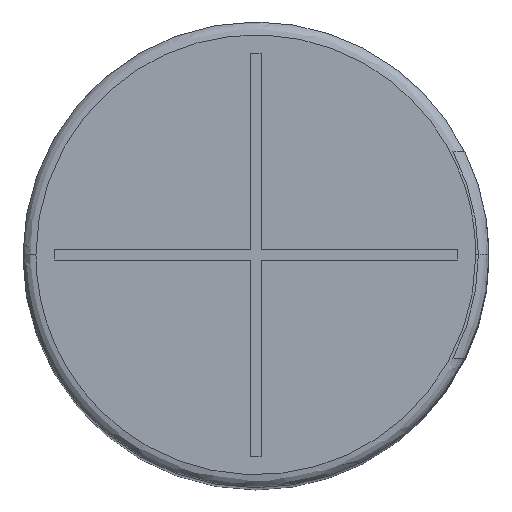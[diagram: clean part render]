
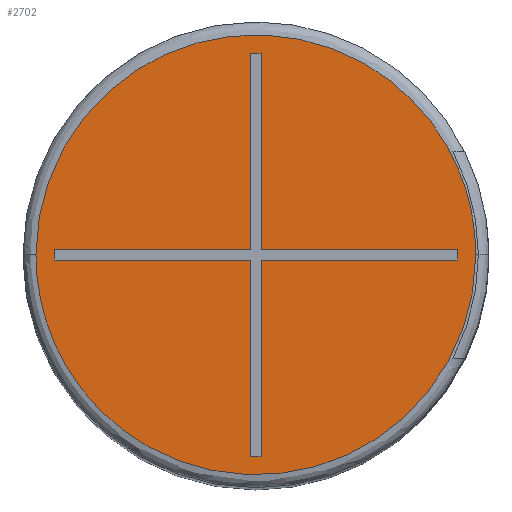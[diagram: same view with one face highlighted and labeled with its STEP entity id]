
A CAD part, top view. The second image highlights one B-rep face of the part: STEP entity #2702.
In plain terms, the highlighted planar face has unit normal (0, 0, 1).
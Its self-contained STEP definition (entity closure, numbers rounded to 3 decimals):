
#4 = PLANE ( 'NONE',  #3226 ) ;
#17 = CARTESIAN_POINT ( 'NONE',  ( 8.5, 0., 51.5 ) ) ;
#47 = CARTESIAN_POINT ( 'NONE',  ( -7.8, -0.2, 51.5 ) ) ;
#96 = ORIENTED_EDGE ( 'NONE', *, *, #286, .F. ) ;
#111 = CARTESIAN_POINT ( 'NONE',  ( 0.2, 7.8, 51.5 ) ) ;
#162 = ORIENTED_EDGE ( 'NONE', *, *, #1715, .F. ) ;
#164 = ORIENTED_EDGE ( 'NONE', *, *, #3063, .F. ) ;
#171 = CARTESIAN_POINT ( 'NONE',  ( 7.8, 0.2, 51.5 ) ) ;
#214 = EDGE_CURVE ( 'NONE', #423, #2117, #3747, .T. ) ;
#219 = CARTESIAN_POINT ( 'NONE',  ( 0.2, 0., 51.5 ) ) ;
#286 = EDGE_CURVE ( 'NONE', #304, #556, #4167, .T. ) ;
#304 = VERTEX_POINT ( 'NONE', #526 ) ;
#381 = CARTESIAN_POINT ( 'NONE',  ( 8.5, 0., 51.5 ) ) ;
#417 = CARTESIAN_POINT ( 'NONE',  ( -0.2, 0., 51.5 ) ) ;
#423 = VERTEX_POINT ( 'NONE', #1093 ) ;
#437 = EDGE_CURVE ( 'NONE', #4022, #884, #3798, .T. ) ;
#488 = DIRECTION ( 'NONE',  ( 0., 1., 0. ) ) ;
#506 = EDGE_CURVE ( 'NONE', #556, #3456, #4073, .T. ) ;
#514 = DIRECTION ( 'NONE',  ( -1., 0., 0. ) ) ;
#519 = VECTOR ( 'NONE', #696, 1000. ) ;
#521 = VECTOR ( 'NONE', #2143, 1000. ) ;
#526 = CARTESIAN_POINT ( 'NONE',  ( 0.2, -7.8, 51.5 ) ) ;
#533 = VECTOR ( 'NONE', #1235, 1000. ) ;
#556 = VERTEX_POINT ( 'NONE', #3786 ) ;
#574 = LINE ( 'NONE', #3610, #4241 ) ;
#583 = EDGE_CURVE ( 'NONE', #1220, #1555, #2827, .T. ) ;
#590 = VERTEX_POINT ( 'NONE', #774 ) ;
#601 = VERTEX_POINT ( 'NONE', #1813 ) ;
#616 = VECTOR ( 'NONE', #4183, 1000. ) ;
#696 = DIRECTION ( 'NONE',  ( 1., 0., 0. ) ) ;
#710 = CARTESIAN_POINT ( 'NONE',  ( 8.5, -17., 51.5 ) ) ;
#711 = LINE ( 'NONE', #3330, #2254 ) ;
#774 = CARTESIAN_POINT ( 'NONE',  ( -0.2, 7.8, 51.5 ) ) ;
#884 = VERTEX_POINT ( 'NONE', #4059 ) ;
#906 =( BOUNDED_CURVE ( )  B_SPLINE_CURVE ( 3, ( #3250, #2834, #3116, #2468 ),
 .UNSPECIFIED., .F., .T. ) 
 B_SPLINE_CURVE_WITH_KNOTS ( ( 4, 4 ),
 ( 0.5, 1. ),
 .UNSPECIFIED. ) 
 CURVE ( )  GEOMETRIC_REPRESENTATION_ITEM ( )  RATIONAL_B_SPLINE_CURVE ( ( 1., 0.333, 0.333, 1. ) ) 
 REPRESENTATION_ITEM ( '' )  );
#980 = EDGE_CURVE ( 'NONE', #884, #4022, #906, .T. ) ;
#993 = EDGE_CURVE ( 'NONE', #601, #1220, #4198, .T. ) ;
#1093 = CARTESIAN_POINT ( 'NONE',  ( 0.2, 0.2, 51.5 ) ) ;
#1099 = EDGE_CURVE ( 'NONE', #3456, #3677, #4048, .T. ) ;
#1113 = VECTOR ( 'NONE', #1415, 1000. ) ;
#1220 = VERTEX_POINT ( 'NONE', #47 ) ;
#1232 = DIRECTION ( 'NONE',  ( -1., 0., 0. ) ) ;
#1235 = DIRECTION ( 'NONE',  ( 0., -1., 0. ) ) ;
#1272 = VERTEX_POINT ( 'NONE', #3218 ) ;
#1331 = ORIENTED_EDGE ( 'NONE', *, *, #506, .F. ) ;
#1366 = VECTOR ( 'NONE', #488, 1000. ) ;
#1415 = DIRECTION ( 'NONE',  ( 0., -1., 0. ) ) ;
#1438 = DIRECTION ( 'NONE',  ( 0., 1., 0. ) ) ;
#1449 = ORIENTED_EDGE ( 'NONE', *, *, #3873, .F. ) ;
#1475 = LINE ( 'NONE', #417, #616 ) ;
#1555 = VERTEX_POINT ( 'NONE', #2819 ) ;
#1619 = VERTEX_POINT ( 'NONE', #3930 ) ;
#1715 = EDGE_CURVE ( 'NONE', #1619, #601, #1844, .T. ) ;
#1795 = ORIENTED_EDGE ( 'NONE', *, *, #214, .F. ) ;
#1813 = CARTESIAN_POINT ( 'NONE',  ( -7.8, 0.2, 51.5 ) ) ;
#1817 = ORIENTED_EDGE ( 'NONE', *, *, #437, .F. ) ;
#1844 = LINE ( 'NONE', #4201, #4362 ) ;
#1845 = EDGE_LOOP ( 'NONE', ( #1331, #96, #1449, #164, #2067, #4065, #162, #2739, #2877, #1795, #2460, #2046 ) ) ;
#1855 = DIRECTION ( 'NONE',  ( 0., 1., 0. ) ) ;
#1997 = DIRECTION ( 'NONE',  ( 0., 1., 0. ) ) ;
#2007 = FACE_OUTER_BOUND ( 'NONE', #2743, .T. ) ;
#2046 = ORIENTED_EDGE ( 'NONE', *, *, #1099, .F. ) ;
#2050 = CARTESIAN_POINT ( 'NONE',  ( -8.5, -17., 51.5 ) ) ;
#2067 = ORIENTED_EDGE ( 'NONE', *, *, #583, .F. ) ;
#2100 = CARTESIAN_POINT ( 'NONE',  ( -0.2, 0., 51.5 ) ) ;
#2117 = VERTEX_POINT ( 'NONE', #111 ) ;
#2129 = CARTESIAN_POINT ( 'NONE',  ( -7.8, 0., 51.5 ) ) ;
#2143 = DIRECTION ( 'NONE',  ( 1., 0., 0. ) ) ;
#2147 = CARTESIAN_POINT ( 'NONE',  ( 0., 0., 51.5 ) ) ;
#2180 = VECTOR ( 'NONE', #3796, 1000. ) ;
#2254 = VECTOR ( 'NONE', #4046, 1000. ) ;
#2438 = CARTESIAN_POINT ( 'NONE',  ( 0., -0.2, 51.5 ) ) ;
#2460 = ORIENTED_EDGE ( 'NONE', *, *, #3728, .F. ) ;
#2468 = CARTESIAN_POINT ( 'NONE',  ( 8.5, 0., 51.5 ) ) ;
#2653 = CARTESIAN_POINT ( 'NONE',  ( 7.8, 0., 51.5 ) ) ;
#2702 = ADVANCED_FACE ( 'NONE', ( #3770, #2007 ), #4, .F. ) ;
#2739 = ORIENTED_EDGE ( 'NONE', *, *, #3542, .F. ) ;
#2743 = EDGE_LOOP ( 'NONE', ( #1817, #3590 ) ) ;
#2819 = CARTESIAN_POINT ( 'NONE',  ( -0.2, -0.2, 51.5 ) ) ;
#2827 = LINE ( 'NONE', #2438, #521 ) ;
#2834 = CARTESIAN_POINT ( 'NONE',  ( -8.5, 17., 51.5 ) ) ;
#2845 = VECTOR ( 'NONE', #1855, 1000. ) ;
#2877 = ORIENTED_EDGE ( 'NONE', *, *, #3670, .F. ) ;
#2894 = CARTESIAN_POINT ( 'NONE',  ( 7.8, -0.2, 51.5 ) ) ;
#3061 = CARTESIAN_POINT ( 'NONE',  ( -8.5, 0., 51.5 ) ) ;
#3063 = EDGE_CURVE ( 'NONE', #1555, #1272, #1475, .T. ) ;
#3116 = CARTESIAN_POINT ( 'NONE',  ( 8.5, 17., 51.5 ) ) ;
#3218 = CARTESIAN_POINT ( 'NONE',  ( -0.2, -7.8, 51.5 ) ) ;
#3222 = CARTESIAN_POINT ( 'NONE',  ( 0.2, 0., 51.5 ) ) ;
#3226 = AXIS2_PLACEMENT_3D ( 'NONE', #2147, #4195, #1438 ) ;
#3250 = CARTESIAN_POINT ( 'NONE',  ( -8.5, 0., 51.5 ) ) ;
#3330 = CARTESIAN_POINT ( 'NONE',  ( 0., 0.2, 51.5 ) ) ;
#3335 = CARTESIAN_POINT ( 'NONE',  ( 0., -0.2, 51.5 ) ) ;
#3349 = VECTOR ( 'NONE', #1997, 1000. ) ;
#3456 = VERTEX_POINT ( 'NONE', #2894 ) ;
#3478 = LINE ( 'NONE', #2100, #1113 ) ;
#3542 = EDGE_CURVE ( 'NONE', #590, #1619, #3478, .T. ) ;
#3590 = ORIENTED_EDGE ( 'NONE', *, *, #980, .F. ) ;
#3610 = CARTESIAN_POINT ( 'NONE',  ( 0., 7.8, 51.5 ) ) ;
#3670 = EDGE_CURVE ( 'NONE', #2117, #590, #574, .T. ) ;
#3677 = VERTEX_POINT ( 'NONE', #171 ) ;
#3728 = EDGE_CURVE ( 'NONE', #3677, #423, #711, .T. ) ;
#3747 = LINE ( 'NONE', #219, #2845 ) ;
#3770 = FACE_BOUND ( 'NONE', #1845, .T. ) ;
#3786 = CARTESIAN_POINT ( 'NONE',  ( 0.2, -0.2, 51.5 ) ) ;
#3796 = DIRECTION ( 'NONE',  ( 1., 0., 0. ) ) ;
#3798 =( BOUNDED_CURVE ( )  B_SPLINE_CURVE ( 3, ( #17, #710, #2050, #3061 ),
 .UNSPECIFIED., .F., .F. ) 
 B_SPLINE_CURVE_WITH_KNOTS ( ( 4, 4 ),
 ( 0., 0.5 ),
 .UNSPECIFIED. ) 
 CURVE ( )  GEOMETRIC_REPRESENTATION_ITEM ( )  RATIONAL_B_SPLINE_CURVE ( ( 1., 0.333, 0.333, 1. ) ) 
 REPRESENTATION_ITEM ( '' )  );
#3873 = EDGE_CURVE ( 'NONE', #1272, #304, #3886, .T. ) ;
#3886 = LINE ( 'NONE', #4127, #2180 ) ;
#3930 = CARTESIAN_POINT ( 'NONE',  ( -0.2, 0.2, 51.5 ) ) ;
#4022 = VERTEX_POINT ( 'NONE', #381 ) ;
#4046 = DIRECTION ( 'NONE',  ( -1., 0., 0. ) ) ;
#4048 = LINE ( 'NONE', #2653, #3349 ) ;
#4059 = CARTESIAN_POINT ( 'NONE',  ( -8.5, 0., 51.5 ) ) ;
#4065 = ORIENTED_EDGE ( 'NONE', *, *, #993, .F. ) ;
#4073 = LINE ( 'NONE', #3335, #519 ) ;
#4127 = CARTESIAN_POINT ( 'NONE',  ( 0., -7.8, 51.5 ) ) ;
#4167 = LINE ( 'NONE', #3222, #1366 ) ;
#4183 = DIRECTION ( 'NONE',  ( 0., -1., 0. ) ) ;
#4195 = DIRECTION ( 'NONE',  ( 0., 0., -1. ) ) ;
#4198 = LINE ( 'NONE', #2129, #533 ) ;
#4201 = CARTESIAN_POINT ( 'NONE',  ( 0., 0.2, 51.5 ) ) ;
#4241 = VECTOR ( 'NONE', #1232, 1000. ) ;
#4362 = VECTOR ( 'NONE', #514, 1000. ) ;
